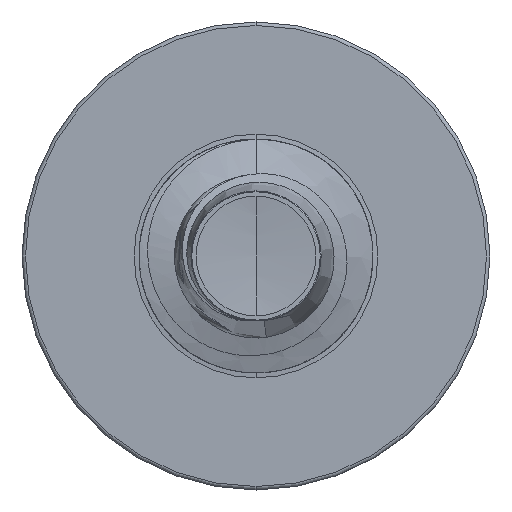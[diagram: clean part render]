
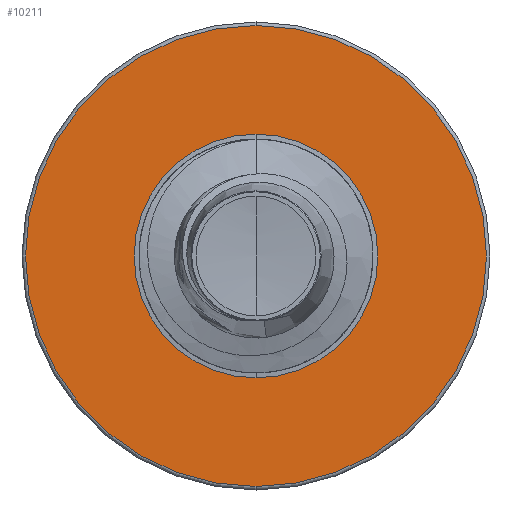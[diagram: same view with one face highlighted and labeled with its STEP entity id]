
A CAD part, front view. The second image highlights one B-rep face of the part: STEP entity #10211.
In plain terms, the highlighted planar face has unit normal (0, -1, 0).
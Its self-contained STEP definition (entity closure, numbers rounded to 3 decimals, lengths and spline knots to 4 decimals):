
#1699 = CARTESIAN_POINT ( 'NONE',  ( 0., 17.5, -2.955 ) ) ;
#2266 = DIRECTION ( 'NONE',  ( 0., 1., 0. ) ) ;
#3591 = AXIS2_PLACEMENT_3D ( 'NONE', #10637, #24912, #13221 ) ;
#4111 = VERTEX_POINT ( 'NONE', #25170 ) ;
#5502 = CIRCLE ( 'NONE', #19366, 1.5624 ) ;
#5559 = ORIENTED_EDGE ( 'NONE', *, *, #10325, .F. ) ;
#6567 = CARTESIAN_POINT ( 'NONE',  ( 0., 17.5, 0. ) ) ;
#7921 = CIRCLE ( 'NONE', #18469, 2.955 ) ;
#8793 = CARTESIAN_POINT ( 'NONE',  ( 0., 17.5, -1.5624 ) ) ;
#9336 = DIRECTION ( 'NONE',  ( 0., 0., 1. ) ) ;
#10085 = CIRCLE ( 'NONE', #3591, 2.955 ) ;
#10211 = ADVANCED_FACE ( 'NONE', ( #17557, #20938 ), #18473, .F. ) ;
#10325 = EDGE_CURVE ( 'NONE', #20465, #14879, #7921, .T. ) ;
#10637 = CARTESIAN_POINT ( 'NONE',  ( 0., 17.5, 0. ) ) ;
#10652 = AXIS2_PLACEMENT_3D ( 'NONE', #22200, #26962, #16419 ) ;
#11162 = EDGE_CURVE ( 'NONE', #14879, #20465, #10085, .T. ) ;
#12900 = EDGE_CURVE ( 'NONE', #4111, #13636, #21997, .T. ) ;
#13221 = DIRECTION ( 'NONE',  ( 0., 0., 1. ) ) ;
#13518 = ORIENTED_EDGE ( 'NONE', *, *, #22266, .T. ) ;
#13636 = VERTEX_POINT ( 'NONE', #8793 ) ;
#14220 = CARTESIAN_POINT ( 'NONE',  ( 0., 17.5, 0. ) ) ;
#14879 = VERTEX_POINT ( 'NONE', #1699 ) ;
#16419 = DIRECTION ( 'NONE',  ( 0., 0., 1. ) ) ;
#16480 = DIRECTION ( 'NONE',  ( 0., 0., 1. ) ) ;
#17557 = FACE_OUTER_BOUND ( 'NONE', #20767, .T. ) ;
#17827 = CARTESIAN_POINT ( 'NONE',  ( 0., 17.5, 0. ) ) ;
#18469 = AXIS2_PLACEMENT_3D ( 'NONE', #6567, #22412, #9336 ) ;
#18473 = PLANE ( 'NONE',  #10652 ) ;
#18737 = ORIENTED_EDGE ( 'NONE', *, *, #11162, .F. ) ;
#19366 = AXIS2_PLACEMENT_3D ( 'NONE', #14220, #27000, #16480 ) ;
#19859 = DIRECTION ( 'NONE',  ( 0., 0., 1. ) ) ;
#20274 = CARTESIAN_POINT ( 'NONE',  ( 0., 17.5, 2.955 ) ) ;
#20465 = VERTEX_POINT ( 'NONE', #20274 ) ;
#20767 = EDGE_LOOP ( 'NONE', ( #5559, #18737 ) ) ;
#20908 = AXIS2_PLACEMENT_3D ( 'NONE', #17827, #2266, #19859 ) ;
#20938 = FACE_BOUND ( 'NONE', #22328, .T. ) ;
#21997 = CIRCLE ( 'NONE', #20908, 1.5624 ) ;
#22200 = CARTESIAN_POINT ( 'NONE',  ( 0., 17.5, -1.5624 ) ) ;
#22266 = EDGE_CURVE ( 'NONE', #13636, #4111, #5502, .T. ) ;
#22328 = EDGE_LOOP ( 'NONE', ( #23488, #13518 ) ) ;
#22412 = DIRECTION ( 'NONE',  ( 0., 1., 0. ) ) ;
#23488 = ORIENTED_EDGE ( 'NONE', *, *, #12900, .T. ) ;
#24912 = DIRECTION ( 'NONE',  ( 0., 1., 0. ) ) ;
#25170 = CARTESIAN_POINT ( 'NONE',  ( 0., 17.5, 1.5624 ) ) ;
#26962 = DIRECTION ( 'NONE',  ( 0., 1., 0. ) ) ;
#27000 = DIRECTION ( 'NONE',  ( 0., 1., 0. ) ) ;
